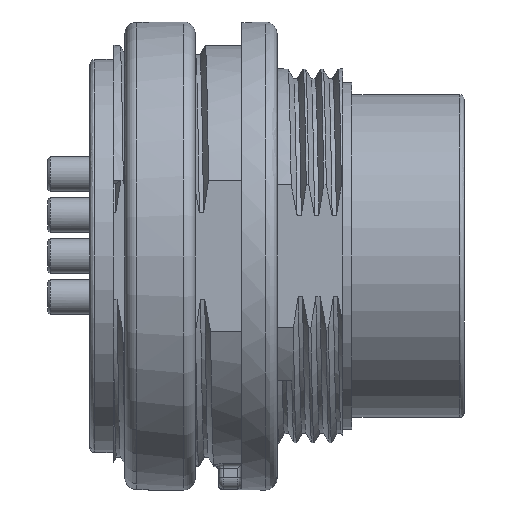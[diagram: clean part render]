
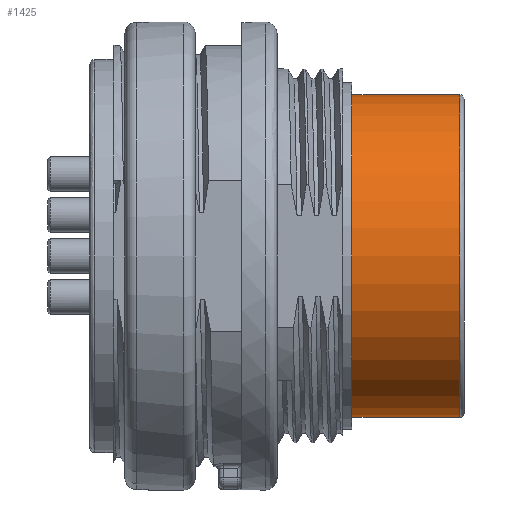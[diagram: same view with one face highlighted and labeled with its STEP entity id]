
A CAD part, front view. The second image highlights one B-rep face of the part: STEP entity #1425.
In plain terms, the highlighted cylindrical face has radius 6.9 mm (diameter 13.8 mm), a full revolution.
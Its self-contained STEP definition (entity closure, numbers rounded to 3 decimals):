
#789=CYLINDRICAL_SURFACE('',#6505,6.9);
#1425=ADVANCED_FACE('',(#1831,#1832),#789,.T.);
#1831=FACE_BOUND('',#2134,.T.);
#1832=FACE_BOUND('',#2135,.T.);
#2134=EDGE_LOOP('',(#3238));
#2135=EDGE_LOOP('',(#3239));
#2600=CIRCLE('',#6502,6.9);
#2601=CIRCLE('',#6504,6.9);
#3238=ORIENTED_EDGE('',*,*,#5286,.F.);
#3239=ORIENTED_EDGE('',*,*,#5287,.T.);
#4642=VERTEX_POINT('',#11095);
#4643=VERTEX_POINT('',#11098);
#5286=EDGE_CURVE('',#4642,#4642,#2600,.T.);
#5287=EDGE_CURVE('',#4643,#4643,#2601,.T.);
#6502=AXIS2_PLACEMENT_3D('',#11094,#7230,#7231);
#6504=AXIS2_PLACEMENT_3D('',#11097,#7234,#7235);
#6505=AXIS2_PLACEMENT_3D('',#11099,#7236,#7237);
#7230=DIRECTION('',(-1.,0.,0.));
#7231=DIRECTION('',(0.,0.,-1.));
#7234=DIRECTION('',(-1.,0.,0.));
#7235=DIRECTION('',(0.,0.,-1.));
#7236=DIRECTION('',(-1.,0.,0.));
#7237=DIRECTION('',(0.,0.,-1.));
#11094=CARTESIAN_POINT('',(-4.8,0.,0.));
#11095=CARTESIAN_POINT('',(-4.8,0.,-6.9));
#11097=CARTESIAN_POINT('',(-0.2,0.,0.));
#11098=CARTESIAN_POINT('',(-0.2,0.,-6.9));
#11099=CARTESIAN_POINT('',(-0.2,0.,0.));
